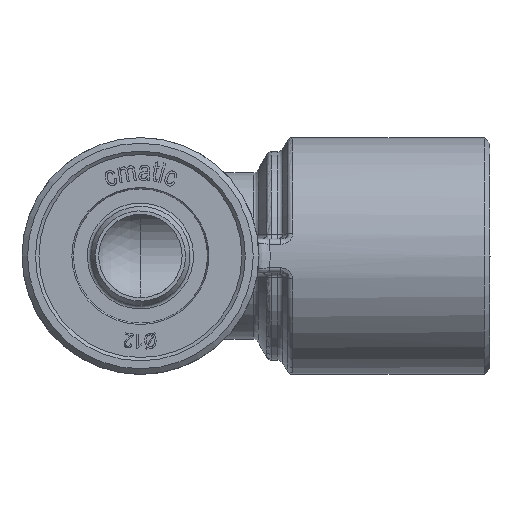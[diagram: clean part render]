
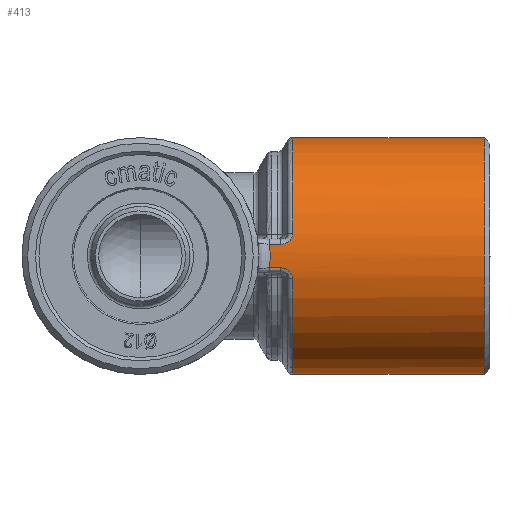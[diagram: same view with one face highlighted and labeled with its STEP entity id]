
A CAD part, front view. The second image highlights one B-rep face of the part: STEP entity #413.
In plain terms, the highlighted cylindrical face has radius 10.5 mm (diameter 21 mm), a full revolution.
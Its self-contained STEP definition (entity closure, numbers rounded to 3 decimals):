
#413 = ADVANCED_FACE( 'NONE', ( #1226, #1227 ), #1228, .T. );
#1226 = FACE_OUTER_BOUND( '', #6040, .T. );
#1227 = FACE_OUTER_BOUND( '', #6041, .T. );
#1228 = CYLINDRICAL_SURFACE( '', #6042, 10.5 );
#6040 = EDGE_LOOP( '', ( #9403, #9404, #9405, #9406, #9407, #9408 ) );
#6041 = EDGE_LOOP( '', ( #9409 ) );
#6042 = AXIS2_PLACEMENT_3D( '', #9410, #9411, #9412 );
#9403 = ORIENTED_EDGE( '', *, *, #10257, .T. );
#9404 = ORIENTED_EDGE( '', *, *, #10279, .T. );
#9405 = ORIENTED_EDGE( '', *, *, #10278, .T. );
#9406 = ORIENTED_EDGE( '', *, *, #11031, .T. );
#9407 = ORIENTED_EDGE( '', *, *, #10128, .T. );
#9408 = ORIENTED_EDGE( '', *, *, #10891, .T. );
#9409 = ORIENTED_EDGE( '', *, *, #11032, .T. );
#9410 = CARTESIAN_POINT( '', ( 0., 0., 0. ) );
#9411 = DIRECTION( '', ( 1., 0., 0. ) );
#9412 = DIRECTION( '', ( 0., 0., 1. ) );
#10128 = EDGE_CURVE( 'NONE', #11287, #11292, #11294, .T. );
#10257 = EDGE_CURVE( 'NONE', #11543, #11541, #11544, .T. );
#10278 = EDGE_CURVE( 'NONE', #11576, #11580, #11582, .T. );
#10279 = EDGE_CURVE( 'NONE', #11541, #11576, #11583, .T. );
#10891 = EDGE_CURVE( 'NONE', #11292, #11543, #12592, .T. );
#11031 = EDGE_CURVE( 'NONE', #11580, #11287, #12768, .T. );
#11032 = EDGE_CURVE( 'NONE', #12769, #12769, #12770, .T. );
#11287 = VERTEX_POINT( 'NONE', #13590 );
#11292 = VERTEX_POINT( 'NONE', #13596 );
#11294 = LINE( '', #13598, #13599 );
#11541 = VERTEX_POINT( 'NONE', #14350 );
#11543 = VERTEX_POINT( 'NONE', #14352 );
#11544 = CIRCLE( '', #14353, 10.5 );
#11576 = VERTEX_POINT( 'NONE', #14433 );
#11580 = VERTEX_POINT( 'NONE', #14438 );
#11582 = LINE( '', #14440, #14441 );
#11583 = B_SPLINE_CURVE_WITH_KNOTS( '', 3, ( #14442, #14443, #14444, #14445, #14446, #14447, #14448, #14449, #14450, #14451, #14452, #14453, #14454 ), .UNSPECIFIED., .F., .F., ( 4, 1, 1, 1, 1, 1, 1, 1, 1, 1, 4 ), ( 0., 0.063, 0.126, 0.188, 0.25, 0.374, 0.5, 0.624, 0.75, 0.874, 1. ), .UNSPECIFIED. );
#12592 = B_SPLINE_CURVE_WITH_KNOTS( '', 3, ( #18586, #18587, #18588, #18589, #18590, #18591, #18592, #18593, #18594, #18595, #18596, #18597, #18598 ), .UNSPECIFIED., .F., .F., ( 4, 1, 1, 1, 1, 1, 1, 1, 1, 1, 4 ), ( 0., 0.063, 0.126, 0.188, 0.25, 0.376, 0.499, 0.625, 0.749, 0.874, 1. ), .UNSPECIFIED. );
#12768 = B_SPLINE_CURVE_WITH_KNOTS( '', 3, ( #19390, #19391, #19392, #19393, #19394, #19395, #19396, #19397, #19398, #19399, #19400 ), .UNSPECIFIED., .F., .F., ( 4, 1, 1, 1, 1, 1, 1, 1, 4 ), ( 0., 0.125, 0.25, 0.375, 0.5, 0.625, 0.75, 0.875, 1. ), .UNSPECIFIED. );
#12769 = VERTEX_POINT( '', #19401 );
#12770 = CIRCLE( '', #19402, 10.5 );
#13590 = CARTESIAN_POINT( '', ( 11.442, -10.447, -1.05 ) );
#13596 = CARTESIAN_POINT( '', ( 12.43, -10.447, -1.05 ) );
#13598 = CARTESIAN_POINT( '', ( 0., -10.447, -1.05 ) );
#13599 = VECTOR( '', #19684, 1000. );
#14350 = CARTESIAN_POINT( '', ( 13.499, -10.308, 2. ) );
#14352 = CARTESIAN_POINT( '', ( 13.499, -10.308, -2. ) );
#14353 = AXIS2_PLACEMENT_3D( '', #19809, #19810, #19811 );
#14433 = CARTESIAN_POINT( '', ( 12.43, -10.447, 1.05 ) );
#14438 = CARTESIAN_POINT( '', ( 11.442, -10.447, 1.05 ) );
#14440 = CARTESIAN_POINT( '', ( 0., -10.447, 1.05 ) );
#14441 = VECTOR( '', #19841, 1000. );
#14442 = CARTESIAN_POINT( '', ( 13.499, -10.308, 2. ) );
#14443 = CARTESIAN_POINT( '', ( 13.498, -10.314, 1.967 ) );
#14444 = CARTESIAN_POINT( '', ( 13.496, -10.327, 1.901 ) );
#14445 = CARTESIAN_POINT( '', ( 13.479, -10.344, 1.804 ) );
#14446 = CARTESIAN_POINT( '', ( 13.452, -10.36, 1.709 ) );
#14447 = CARTESIAN_POINT( '', ( 13.402, -10.379, 1.588 ) );
#14448 = CARTESIAN_POINT( '', ( 13.314, -10.4, 1.447 ) );
#14449 = CARTESIAN_POINT( '', ( 13.175, -10.419, 1.304 ) );
#14450 = CARTESIAN_POINT( '', ( 13.009, -10.433, 1.19 ) );
#14451 = CARTESIAN_POINT( '', ( 12.826, -10.441, 1.11 ) );
#14452 = CARTESIAN_POINT( '', ( 12.631, -10.446, 1.059 ) );
#14453 = CARTESIAN_POINT( '', ( 12.497, -10.447, 1.053 ) );
#14454 = CARTESIAN_POINT( '', ( 12.43, -10.447, 1.05 ) );
#18586 = CARTESIAN_POINT( '', ( 12.43, -10.447, -1.05 ) );
#18587 = CARTESIAN_POINT( '', ( 12.464, -10.447, -1.051 ) );
#18588 = CARTESIAN_POINT( '', ( 12.531, -10.447, -1.052 ) );
#18589 = CARTESIAN_POINT( '', ( 12.63, -10.446, -1.065 ) );
#18590 = CARTESIAN_POINT( '', ( 12.728, -10.444, -1.085 ) );
#18591 = CARTESIAN_POINT( '', ( 12.855, -10.44, -1.122 ) );
#18592 = CARTESIAN_POINT( '', ( 13.008, -10.433, -1.189 ) );
#18593 = CARTESIAN_POINT( '', ( 13.173, -10.419, -1.303 ) );
#18594 = CARTESIAN_POINT( '', ( 13.313, -10.4, -1.445 ) );
#18595 = CARTESIAN_POINT( '', ( 13.418, -10.376, -1.615 ) );
#18596 = CARTESIAN_POINT( '', ( 13.487, -10.345, -1.803 ) );
#18597 = CARTESIAN_POINT( '', ( 13.495, -10.32, -1.934 ) );
#18598 = CARTESIAN_POINT( '', ( 13.499, -10.308, -2. ) );
#19390 = CARTESIAN_POINT( '', ( 11.442, -10.447, 1.05 ) );
#19391 = CARTESIAN_POINT( '', ( 11.451, -10.455, 0.963 ) );
#19392 = CARTESIAN_POINT( '', ( 11.469, -10.472, 0.789 ) );
#19393 = CARTESIAN_POINT( '', ( 11.487, -10.488, 0.526 ) );
#19394 = CARTESIAN_POINT( '', ( 11.498, -10.498, 0.263 ) );
#19395 = CARTESIAN_POINT( '', ( 11.501, -10.501, 0. ) );
#19396 = CARTESIAN_POINT( '', ( 11.498, -10.498, -0.263 ) );
#19397 = CARTESIAN_POINT( '', ( 11.487, -10.488, -0.526 ) );
#19398 = CARTESIAN_POINT( '', ( 11.469, -10.472, -0.789 ) );
#19399 = CARTESIAN_POINT( '', ( 11.451, -10.455, -0.963 ) );
#19400 = CARTESIAN_POINT( '', ( 11.442, -10.447, -1.05 ) );
#19401 = CARTESIAN_POINT( '', ( 30.5, 0., 10.5 ) );
#19402 = AXIS2_PLACEMENT_3D( '', #20540, #20541, #20542 );
#19684 = DIRECTION( '', ( 1., 0., 0. ) );
#19809 = CARTESIAN_POINT( '', ( 13.499, 0., 0. ) );
#19810 = DIRECTION( '', ( 1., 0., 0. ) );
#19811 = DIRECTION( '', ( 0., 0., -1. ) );
#19841 = DIRECTION( '', ( -1., 0., 0. ) );
#20540 = CARTESIAN_POINT( '', ( 30.5, 0., 0. ) );
#20541 = DIRECTION( '', ( -1., 0., 0. ) );
#20542 = DIRECTION( '', ( 0., 0., 1. ) );
